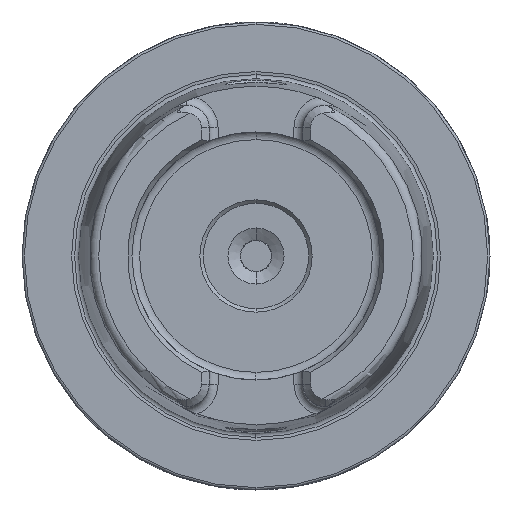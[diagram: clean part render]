
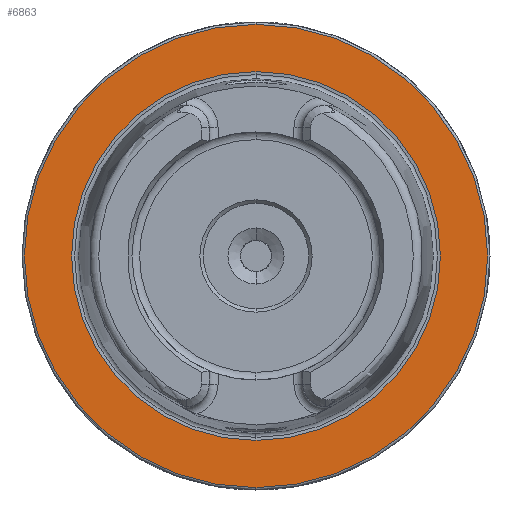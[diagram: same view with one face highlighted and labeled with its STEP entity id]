
A CAD part, left-side view. The second image highlights one B-rep face of the part: STEP entity #6863.
In plain terms, the highlighted planar face has unit normal (-1, 0, 0).
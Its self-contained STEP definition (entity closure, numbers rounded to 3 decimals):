
#1110 = CARTESIAN_POINT ( 'NONE',  ( 0., 0., 0. ) ) ;
#1111 = DIRECTION ( 'NONE',  ( -1., 0., 0. ) ) ;
#1112 = DIRECTION ( 'NONE',  ( 0., 0., 1. ) ) ;
#1113 = CARTESIAN_POINT ( 'NONE',  ( 0., 0., 0. ) ) ;
#1114 = DIRECTION ( 'NONE',  ( -1., 0., 0. ) ) ;
#1115 = DIRECTION ( 'NONE',  ( 0., 0., 1. ) ) ;
#3183 = ORIENTED_EDGE ( 'NONE', *, *, #11910, .T. ) ;
#3185 = ORIENTED_EDGE ( 'NONE', *, *, #5781, .T. ) ;
#3186 = ORIENTED_EDGE ( 'NONE', *, *, #5777, .F. ) ;
#3188 = ORIENTED_EDGE ( 'NONE', *, *, #11911, .F. ) ;
#4487 = CIRCLE ( 'NONE', #4490, 49.5 ) ;
#4489 = CIRCLE ( 'NONE', #4492, 39.405 ) ;
#4490 = AXIS2_PLACEMENT_3D ( 'NONE', #1110, #1111, #1112 ) ;
#4492 = AXIS2_PLACEMENT_3D ( 'NONE', #1113, #1114, #1115 ) ;
#5180 = EDGE_LOOP ( 'NONE', ( #3185, #3183 ) ) ;
#5212 = AXIS2_PLACEMENT_3D ( 'NONE', #12680, #12681, #12682 ) ;
#5217 = CIRCLE ( 'NONE', #5212, 39.405 ) ;
#5219 = CIRCLE ( 'NONE', #5229, 49.5 ) ;
#5229 = AXIS2_PLACEMENT_3D ( 'NONE', #12923, #11924, #11925 ) ;
#5777 = EDGE_CURVE ( 'NONE', #10014, #9992, #5217, .T. ) ;
#5781 = EDGE_CURVE ( 'NONE', #9989, #9981, #5219, .T. ) ;
#6863 = ADVANCED_FACE ( 'NONE', ( #12407, #12418 ), #12421, .F. ) ;
#7242 = CARTESIAN_POINT ( 'NONE',  ( 0., 0., -49.5 ) ) ;
#7250 = CARTESIAN_POINT ( 'NONE',  ( 0., 0., 49.5 ) ) ;
#7253 = CARTESIAN_POINT ( 'NONE',  ( 0., 0., 39.405 ) ) ;
#7275 = CARTESIAN_POINT ( 'NONE',  ( 0., 0., -39.405 ) ) ;
#8567 = EDGE_LOOP ( 'NONE', ( #3188, #3186 ) ) ;
#8995 = AXIS2_PLACEMENT_3D ( 'NONE', #12415, #12411, #12424 ) ;
#9981 = VERTEX_POINT ( 'NONE', #7242 ) ;
#9989 = VERTEX_POINT ( 'NONE', #7250 ) ;
#9992 = VERTEX_POINT ( 'NONE', #7253 ) ;
#10014 = VERTEX_POINT ( 'NONE', #7275 ) ;
#11910 = EDGE_CURVE ( 'NONE', #9981, #9989, #4487, .T. ) ;
#11911 = EDGE_CURVE ( 'NONE', #9992, #10014, #4489, .T. ) ;
#11924 = DIRECTION ( 'NONE',  ( -1., 0., 0. ) ) ;
#11925 = DIRECTION ( 'NONE',  ( 0., 0., 1. ) ) ;
#12407 = FACE_BOUND ( 'NONE', #8567, .T. ) ;
#12411 = DIRECTION ( 'NONE',  ( 1., 0., 0. ) ) ;
#12415 = CARTESIAN_POINT ( 'NONE',  ( 0., 49.5, 0. ) ) ;
#12418 = FACE_OUTER_BOUND ( 'NONE', #5180, .T. ) ;
#12421 = PLANE ( 'NONE',  #8995 ) ;
#12424 = DIRECTION ( 'NONE',  ( 0., 0., -1. ) ) ;
#12680 = CARTESIAN_POINT ( 'NONE',  ( 0., 0., 0. ) ) ;
#12681 = DIRECTION ( 'NONE',  ( -1., 0., 0. ) ) ;
#12682 = DIRECTION ( 'NONE',  ( 0., 0., 1. ) ) ;
#12923 = CARTESIAN_POINT ( 'NONE',  ( 0., 0., 0. ) ) ;
